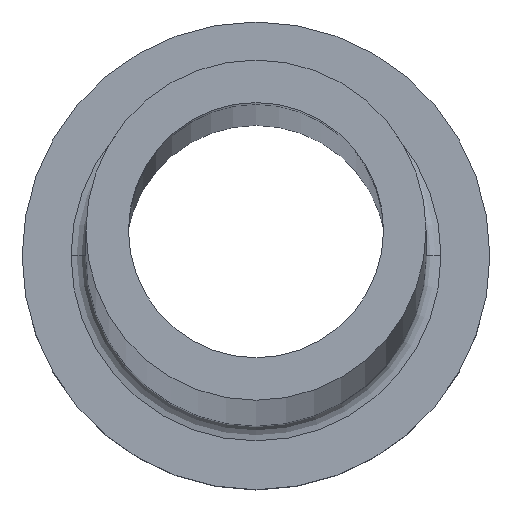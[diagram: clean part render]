
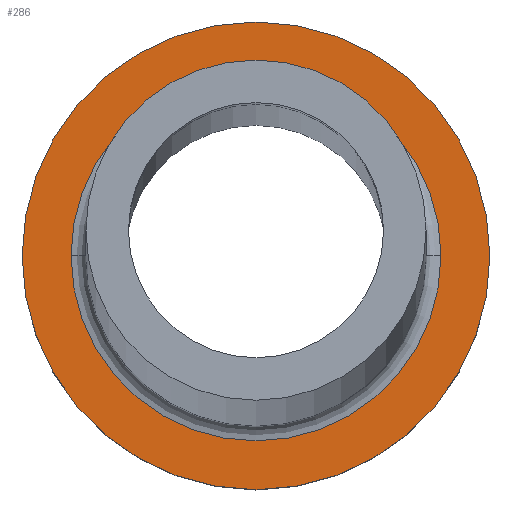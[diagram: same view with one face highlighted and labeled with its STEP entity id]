
A CAD part, top view. The second image highlights one B-rep face of the part: STEP entity #286.
In plain terms, the highlighted planar face has unit normal (0, 0, 1).
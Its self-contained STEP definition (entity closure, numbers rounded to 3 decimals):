
#4 = DIRECTION ( 'NONE',  ( 0., 0., -1. ) ) ;
#19 = EDGE_CURVE ( 'NONE', #281, #288, #308, .T. ) ;
#27 = ORIENTED_EDGE ( 'NONE', *, *, #388, .T. ) ;
#47 = CIRCLE ( 'NONE', #310, 8.7 ) ;
#57 = ORIENTED_EDGE ( 'NONE', *, *, #425, .T. ) ;
#60 = CARTESIAN_POINT ( 'NONE',  ( 11., 0., 7. ) ) ;
#79 = CARTESIAN_POINT ( 'NONE',  ( -8.7, 0., 7. ) ) ;
#93 = VERTEX_POINT ( 'NONE', #79 ) ;
#98 = DIRECTION ( 'NONE',  ( 1., 0., 0. ) ) ;
#106 = AXIS2_PLACEMENT_3D ( 'NONE', #424, #250, #156 ) ;
#135 = FACE_OUTER_BOUND ( 'NONE', #136, .T. ) ;
#136 = EDGE_LOOP ( 'NONE', ( #27, #191 ) ) ;
#148 = ORIENTED_EDGE ( 'NONE', *, *, #347, .T. ) ;
#156 = DIRECTION ( 'NONE',  ( 1., 0., 0. ) ) ;
#170 = FACE_BOUND ( 'NONE', #234, .T. ) ;
#174 = CARTESIAN_POINT ( 'NONE',  ( -11., 0., 7. ) ) ;
#182 = CARTESIAN_POINT ( 'NONE',  ( 0., 0., 7. ) ) ;
#191 = ORIENTED_EDGE ( 'NONE', *, *, #19, .T. ) ;
#201 = CARTESIAN_POINT ( 'NONE',  ( 8.7, 0., 7. ) ) ;
#226 = AXIS2_PLACEMENT_3D ( 'NONE', #272, #368, #306 ) ;
#234 = EDGE_LOOP ( 'NONE', ( #57, #148 ) ) ;
#245 = CARTESIAN_POINT ( 'NONE',  ( 0., 0., 7. ) ) ;
#250 = DIRECTION ( 'NONE',  ( 0., 0., 1. ) ) ;
#259 = CIRCLE ( 'NONE', #350, 8.7 ) ;
#272 = CARTESIAN_POINT ( 'NONE',  ( 0., 0., 7. ) ) ;
#277 = CIRCLE ( 'NONE', #226, 11. ) ;
#281 = VERTEX_POINT ( 'NONE', #60 ) ;
#286 = ADVANCED_FACE ( 'NONE', ( #170, #135 ), #422, .T. ) ;
#288 = VERTEX_POINT ( 'NONE', #174 ) ;
#306 = DIRECTION ( 'NONE',  ( 1., 0., 0. ) ) ;
#308 = CIRCLE ( 'NONE', #106, 11. ) ;
#310 = AXIS2_PLACEMENT_3D ( 'NONE', #182, #4, #392 ) ;
#329 = AXIS2_PLACEMENT_3D ( 'NONE', #417, #346, #98 ) ;
#346 = DIRECTION ( 'NONE',  ( 0., 0., 1. ) ) ;
#347 = EDGE_CURVE ( 'NONE', #93, #460, #259, .T. ) ;
#350 = AXIS2_PLACEMENT_3D ( 'NONE', #245, #351, #380 ) ;
#351 = DIRECTION ( 'NONE',  ( 0., 0., -1. ) ) ;
#368 = DIRECTION ( 'NONE',  ( 0., 0., 1. ) ) ;
#380 = DIRECTION ( 'NONE',  ( 1., 0., 0. ) ) ;
#388 = EDGE_CURVE ( 'NONE', #288, #281, #277, .T. ) ;
#392 = DIRECTION ( 'NONE',  ( 1., 0., 0. ) ) ;
#417 = CARTESIAN_POINT ( 'NONE',  ( 0., 0., 7. ) ) ;
#422 = PLANE ( 'NONE',  #329 ) ;
#424 = CARTESIAN_POINT ( 'NONE',  ( 0., 0., 7. ) ) ;
#425 = EDGE_CURVE ( 'NONE', #460, #93, #47, .T. ) ;
#460 = VERTEX_POINT ( 'NONE', #201 ) ;
